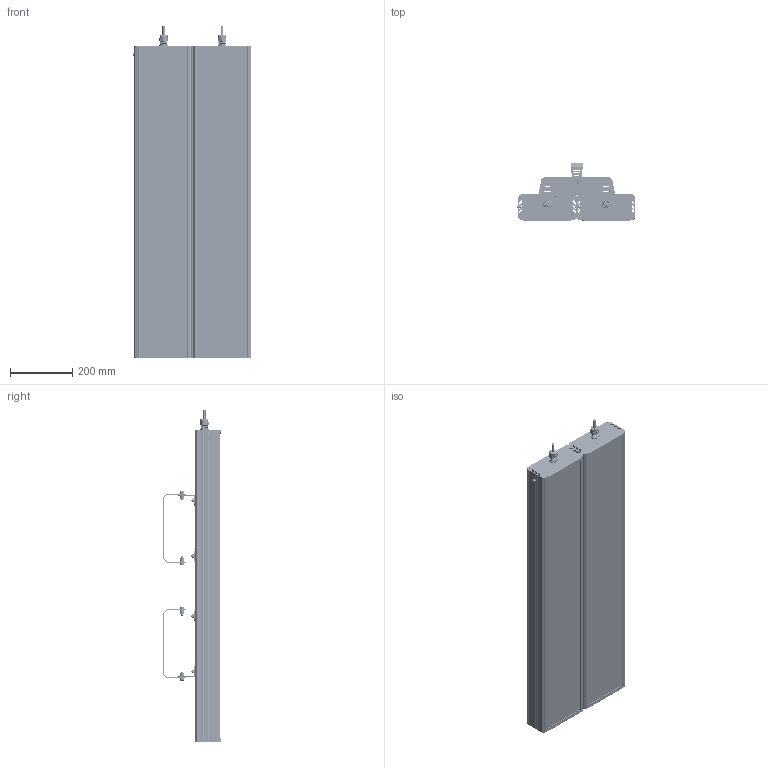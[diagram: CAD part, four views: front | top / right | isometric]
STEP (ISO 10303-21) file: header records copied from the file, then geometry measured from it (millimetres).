
FILE_DESCRIPTION(('STEP AP214'), '1');
FILE_NAME('001.0096.56.000 - ÃÑÏ-Ýêñòðà-Îïòèê-2Åõ-400(2Õ200)', '', ('UNSPECIFIED'), ('UNSPECIFIED'), 'C3D Converter', 'C3D Toolkit', '');
FILE_SCHEMA(('AUTOMOTIVE_DESIGN { 1 0 10303 214 3 1 1}'));
Length unit declared in the file: millimetre
Products named in the file (45): 001.0096.56.000; #3415; #3474; #3533; #3592; #3677; #3814; #3899; #3958; #4329
Assembly tree (106 placements, depth 4):
  001.0096.56.000
    (unnamed)  x2
      (unnamed)
      (unnamed)
      (unnamed)
      (unnamed)
      (unnamed)
      (unnamed)
      (unnamed)
      (unnamed)
      (unnamed)
      (unnamed)
      (unnamed)
      (unnamed)
        (unnamed)
        (unnamed)
        (unnamed)  x13
        (unnamed)
        (unnamed)
        (unnamed)
        (unnamed)
        (unnamed)
        (unnamed)
        (unnamed)
      (unnamed)
        (unnamed)
    (unnamed)  x2
      (unnamed)
      (unnamed)
      (unnamed)
      (unnamed)
      (unnamed)
      (unnamed)
      (unnamed)
      (unnamed)
      (unnamed)
      #3415
      #3474
      #3533
      #3592
      #3677
      #3814
      #3899
      #3958
      #4329
Bounding box: 379.8 x 184.68 x 1064 mm (x, y, z)
Volume: 6773412.5 mm3; surface area: 5070735.3 mm2
Topology: 1440 solids, 1440 shells, 18850 faces, 41798 edges, 27740 vertices
Faces by surface type: plane 13612, cylinder 4256, bspline 670, cone 250, sphere 40, torus 22
Full cylindrical faces by diameter (mm): 1 x40, 2 x80, 2.5 x160, 2.8 x1000, 3.2 x40, 3.5 x240, 4 x26, 4.917 x16, 5 x4, 6 x22, 6.6 x16, 6.647 x4, 7 x4, 8 x28, 8.5 x8, 9 x528, 10 x2, 11 x16, 12.5 x2, 13 x6, 15 x8, 16 x2, 17 x2, 18 x2, 18.5 x2, 19 x2, 20 x2, 21.5 x2, 22 x4, 25.5 x2
Entity records: 101483 total; most frequent: CARTESIAN_POINT 48788, DIRECTION 9966, ORIENTED_EDGE 8770, EDGE_CURVE 4385, AXIS2_PLACEMENT_3D 3537, VERTEX_POINT 3007, LINE 2892, VECTOR 2892
